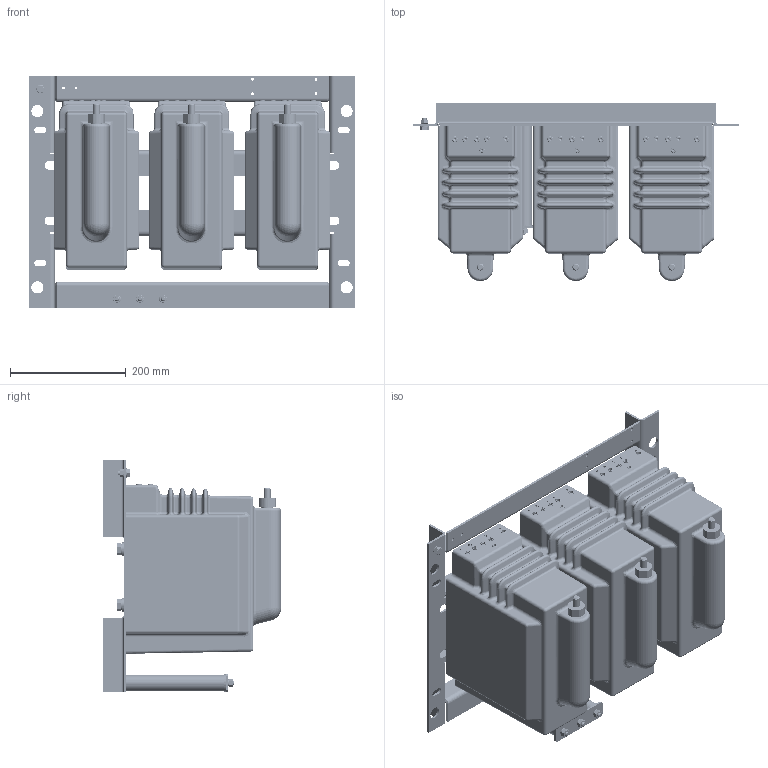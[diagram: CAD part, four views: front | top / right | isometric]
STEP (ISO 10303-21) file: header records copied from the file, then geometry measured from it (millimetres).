
FILE_DESCRIPTION(('STEP AP242'), '1');
FILE_NAME('ÝÊ.1.755.008 3õÇÍÎËÏ Ì6 Ò 3-6-10êÂ', '', ('UNSPECIFIED'), ('UNSPECIFIED'), 'ASCON STEP Converter 1.6', 'ASCON Math Kernel', '');
FILE_SCHEMA(('AP242_MANAGED_MODEL_BASED_3D_ENGINEERING_MIM_LF { 1 0 10303 442 1 1 4 }'));
Length unit declared in the file: millimetre
Products named in the file (30): 3ﾍﾎﾋ-10 ﾌ1 ﾒ; Modell ES 12 - Spannungswandler Version 2 - Assembly - 1%.SLDPRT; ES12-300044_Gewindedübel M6_Standard; ES12-300045_Gewindedübel M5_Standard; 3K.6.120.000_Halterung Primärteil Spannungswandler; 3K.8.211.008; ES12-300046_Gewindedübel M12_Standard; Modell ES 12 - Spannungswandler Version 2 mit Rippen - 1%; 3K.8.211.033; 3K.8.211.030
Assembly tree (92 placements, depth 4):
  3ﾍﾎﾋ-10 ﾌ1 ﾒ
    (unnamed)  x3
    (unnamed)
    (unnamed)  x12
    (unnamed)  x12
    (unnamed)  x12
    (unnamed)  x6
    (unnamed)  x3
    (unnamed)  x7
    (unnamed)  x3
    (unnamed)
    (unnamed)
    (unnamed)
      (unnamed)
      (unnamed)
        (unnamed)
      (unnamed)
      (unnamed)  x2
      (unnamed)
    Modell ES 12 - Spannungswandler Version 2 - Assembly - 1%.SLDPRT  x3
      ES12-300044_Gewindedübel M6_Standard
      ES12-300045_Gewindedübel M5_Standard
      3K.6.120.000_Halterung Primärteil Spannungswandler
        3K.8.211.008  x4
        3K.6.120.000_Halterung Primärteil Spannungswandler
      ES12-300046_Gewindedübel M12_Standard
      Modell ES 12 - Spannungswandler Version 2 mit Rippen - 1%
      3K.8.211.033
      3K.8.211.030
      (unnamed)
Bounding box: 565 x 308.24 x 400 mm (x, y, z)
Volume: 27119365.6 mm3; surface area: 1772236.4 mm2
Topology: 145 solids, 145 shells, 4894 faces, 12213 edges, 7775 vertices
Faces by surface type: plane 1510, bspline 1224, cylinder 1197, cone 488, extrusion 246, torus 181, sphere 48
Full cylindrical faces by diameter (mm): 1.239 x3, 2.23 x3, 2.973 x6, 3 x6, 3.964 x18, 4 x18, 4.162 x12, 4.2 x15, 5 x24, 6 x18, 6.917 x7, 7 x39, 7.928 x18, 8 x22, 8.2 x3, 8.5 x1, 8.919 x18, 9 x64, 9.91 x30, 10 x30, 10.2 x12, 12 x27, 13 x24, 14.865 x12, 15 x15, 16 x1, 16.847 x24, 17 x24, 17.2 x3, 17.5 x3
Entity records: 73369 total; most frequent: CARTESIAN_POINT 23546, ORIENTED_EDGE 7206, DIRECTION 6322, EDGE_CURVE 3603, VERTEX_POINT 2443, VECTOR 2302, LINE 2220, EDGE_LOOP 2034
